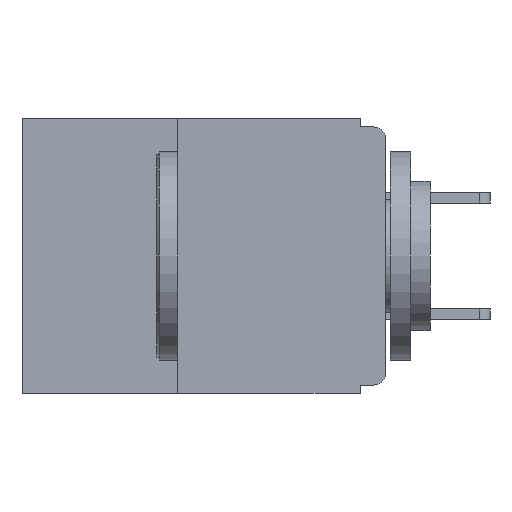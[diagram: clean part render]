
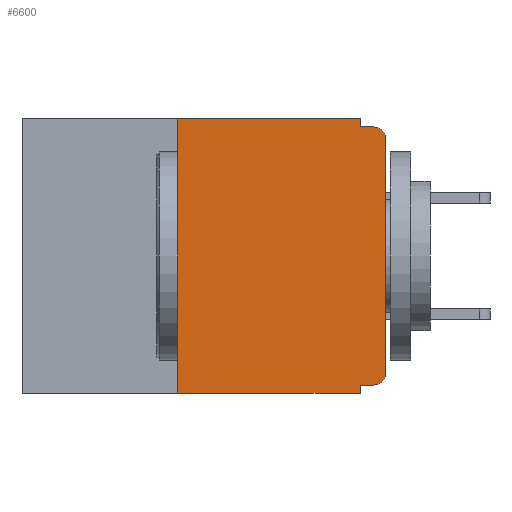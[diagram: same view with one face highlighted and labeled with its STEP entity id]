
A CAD part, left-side view. The second image highlights one B-rep face of the part: STEP entity #6600.
In plain terms, the highlighted planar face has unit normal (-1, 0, 0).
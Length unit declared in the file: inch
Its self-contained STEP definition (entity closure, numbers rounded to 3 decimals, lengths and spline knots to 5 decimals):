
#1 = CARTESIAN_POINT ( 'NONE',  ( 0., 0.031, 0. ) ) ;
#210 = CARTESIAN_POINT ( 'NONE',  ( 0., 0.437, 0. ) ) ;
#245 = AXIS2_PLACEMENT_3D ( 'NONE', #902, #9393, #2130 ) ;
#554 = VECTOR ( 'NONE', #14358, 39.37008 ) ;
#647 = CARTESIAN_POINT ( 'NONE',  ( 0., 0., -0.025 ) ) ;
#835 = VECTOR ( 'NONE', #14499, 39.37008 ) ;
#902 = CARTESIAN_POINT ( 'NONE',  ( 0., 0.015, -0.305 ) ) ;
#1055 = DIRECTION ( 'NONE',  ( 0., 0., 1. ) ) ;
#1070 = EDGE_CURVE ( 'NONE', #7634, #15087, #9475, .T. ) ;
#1077 = DIRECTION ( 'NONE',  ( 0., -1., 0. ) ) ;
#1176 = LINE ( 'NONE', #3267, #9676 ) ;
#1534 = EDGE_CURVE ( 'NONE', #1767, #10949, #3373, .T. ) ;
#1767 = VERTEX_POINT ( 'NONE', #2884 ) ;
#2007 = PLANE ( 'NONE',  #14948 ) ;
#2074 = EDGE_CURVE ( 'NONE', #7603, #5189, #4853, .T. ) ;
#2130 = DIRECTION ( 'NONE',  ( 0., 0., -1. ) ) ;
#2469 = LINE ( 'NONE', #12862, #2836 ) ;
#2625 = DIRECTION ( 'NONE',  ( 0., 0., -1. ) ) ;
#2836 = VECTOR ( 'NONE', #1055, 39.37008 ) ;
#2884 = CARTESIAN_POINT ( 'NONE',  ( 0., 0.25, 0. ) ) ;
#3004 = VECTOR ( 'NONE', #1077, 39.37008 ) ;
#3267 = CARTESIAN_POINT ( 'NONE',  ( 0., 0.031, 0. ) ) ;
#3373 = LINE ( 'NONE', #210, #3004 ) ;
#3667 = LINE ( 'NONE', #6344, #835 ) ;
#4623 = CARTESIAN_POINT ( 'NONE',  ( 0., 0.015, -0.32 ) ) ;
#4696 = CARTESIAN_POINT ( 'NONE',  ( 0., 0.437, -0.33 ) ) ;
#4853 = LINE ( 'NONE', #11645, #10876 ) ;
#5189 = VERTEX_POINT ( 'NONE', #8152 ) ;
#5509 = CARTESIAN_POINT ( 'NONE',  ( 0., 0.031, -0.33 ) ) ;
#5526 = ORIENTED_EDGE ( 'NONE', *, *, #11352, .T. ) ;
#5629 = DIRECTION ( 'NONE',  ( 1., 0., 0. ) ) ;
#5707 = LINE ( 'NONE', #5509, #8600 ) ;
#5928 = CARTESIAN_POINT ( 'NONE',  ( 0., 0.031, -0.32 ) ) ;
#6176 = EDGE_CURVE ( 'NONE', #10949, #7603, #1176, .T. ) ;
#6280 = CARTESIAN_POINT ( 'NONE',  ( 0., 0.015, -0.025 ) ) ;
#6311 = ORIENTED_EDGE ( 'NONE', *, *, #6723, .T. ) ;
#6322 = EDGE_CURVE ( 'NONE', #9373, #5189, #10917, .T. ) ;
#6344 = CARTESIAN_POINT ( 'NONE',  ( 0., 0., -0.32 ) ) ;
#6600 = ADVANCED_FACE ( 'NONE', ( #7210 ), #2007, .F. ) ;
#6723 = EDGE_CURVE ( 'NONE', #6901, #9373, #2469, .T. ) ;
#6739 = DIRECTION ( 'NONE',  ( 0., 0., -1. ) ) ;
#6901 = VERTEX_POINT ( 'NONE', #13253 ) ;
#7097 = LINE ( 'NONE', #10681, #10270 ) ;
#7210 = FACE_OUTER_BOUND ( 'NONE', #10251, .T. ) ;
#7242 = DIRECTION ( 'NONE',  ( 0., -1., 0. ) ) ;
#7429 = VERTEX_POINT ( 'NONE', #5928 ) ;
#7511 = DIRECTION ( 'NONE',  ( 0., 0., -1. ) ) ;
#7603 = VERTEX_POINT ( 'NONE', #8732 ) ;
#7634 = VERTEX_POINT ( 'NONE', #14412 ) ;
#7976 = CIRCLE ( 'NONE', #245, 0.015 ) ;
#7982 = ORIENTED_EDGE ( 'NONE', *, *, #1534, .F. ) ;
#8152 = CARTESIAN_POINT ( 'NONE',  ( 0., 0.015, -0.01 ) ) ;
#8204 = ORIENTED_EDGE ( 'NONE', *, *, #1070, .T. ) ;
#8280 = ORIENTED_EDGE ( 'NONE', *, *, #6322, .T. ) ;
#8342 = DIRECTION ( 'NONE',  ( 0., 0., 1. ) ) ;
#8517 = ORIENTED_EDGE ( 'NONE', *, *, #9571, .F. ) ;
#8585 = VERTEX_POINT ( 'NONE', #4623 ) ;
#8600 = VECTOR ( 'NONE', #6739, 39.37008 ) ;
#8732 = CARTESIAN_POINT ( 'NONE',  ( 0., 0.031, -0.01 ) ) ;
#9373 = VERTEX_POINT ( 'NONE', #647 ) ;
#9393 = DIRECTION ( 'NONE',  ( -1., 0., 0. ) ) ;
#9475 = LINE ( 'NONE', #4696, #554 ) ;
#9571 = EDGE_CURVE ( 'NONE', #7634, #1767, #7097, .T. ) ;
#9676 = VECTOR ( 'NONE', #2625, 39.37008 ) ;
#9776 = EDGE_CURVE ( 'NONE', #8585, #7429, #3667, .T. ) ;
#9932 = AXIS2_PLACEMENT_3D ( 'NONE', #6280, #14442, #7511 ) ;
#9977 = ORIENTED_EDGE ( 'NONE', *, *, #6176, .F. ) ;
#10251 = EDGE_LOOP ( 'NONE', ( #6311, #8280, #14646, #9977, #7982, #8517, #8204, #13457, #14081, #5526 ) ) ;
#10270 = VECTOR ( 'NONE', #8342, 39.37008 ) ;
#10642 = EDGE_CURVE ( 'NONE', #7429, #15087, #5707, .T. ) ;
#10681 = CARTESIAN_POINT ( 'NONE',  ( 0., 0.25, -0.33 ) ) ;
#10876 = VECTOR ( 'NONE', #7242, 39.37008 ) ;
#10917 = CIRCLE ( 'NONE', #9932, 0.015 ) ;
#10949 = VERTEX_POINT ( 'NONE', #1 ) ;
#11352 = EDGE_CURVE ( 'NONE', #8585, #6901, #7976, .T. ) ;
#11574 = CARTESIAN_POINT ( 'NONE',  ( 0., 0.437, 0. ) ) ;
#11645 = CARTESIAN_POINT ( 'NONE',  ( 0., 0., -0.01 ) ) ;
#12862 = CARTESIAN_POINT ( 'NONE',  ( 0., 0., 0. ) ) ;
#13253 = CARTESIAN_POINT ( 'NONE',  ( 0., 0., -0.305 ) ) ;
#13296 = CARTESIAN_POINT ( 'NONE',  ( 0., 0.031, -0.33 ) ) ;
#13457 = ORIENTED_EDGE ( 'NONE', *, *, #10642, .F. ) ;
#13866 = DIRECTION ( 'NONE',  ( 0., 0., -1. ) ) ;
#14081 = ORIENTED_EDGE ( 'NONE', *, *, #9776, .F. ) ;
#14358 = DIRECTION ( 'NONE',  ( 0., -1., 0. ) ) ;
#14412 = CARTESIAN_POINT ( 'NONE',  ( 0., 0.25, -0.33 ) ) ;
#14442 = DIRECTION ( 'NONE',  ( -1., 0., 0. ) ) ;
#14499 = DIRECTION ( 'NONE',  ( 0., 1., 0. ) ) ;
#14646 = ORIENTED_EDGE ( 'NONE', *, *, #2074, .F. ) ;
#14948 = AXIS2_PLACEMENT_3D ( 'NONE', #11574, #5629, #13866 ) ;
#15087 = VERTEX_POINT ( 'NONE', #13296 ) ;
